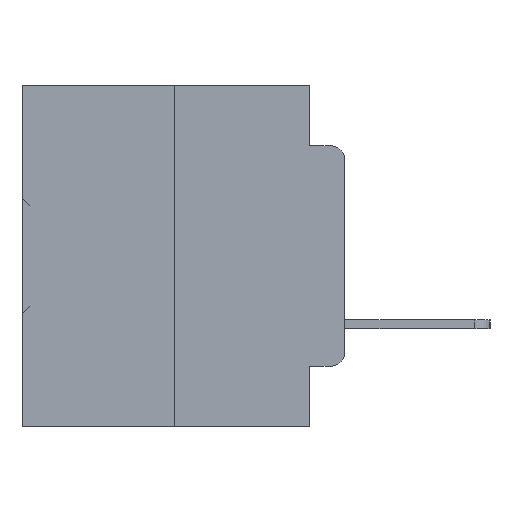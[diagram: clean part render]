
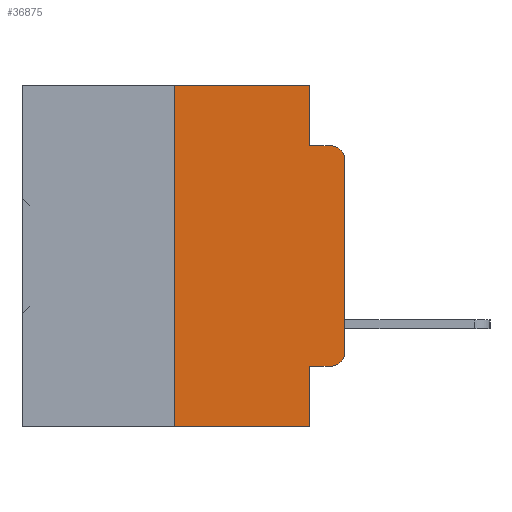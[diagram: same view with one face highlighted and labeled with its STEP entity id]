
A CAD part, left-side view. The second image highlights one B-rep face of the part: STEP entity #36875.
In plain terms, the highlighted planar face has unit normal (-1, 0, 0).
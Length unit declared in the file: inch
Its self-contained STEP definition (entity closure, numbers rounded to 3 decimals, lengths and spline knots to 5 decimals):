
#705 = EDGE_CURVE ( 'NONE', #11895, #8202, #7768, .T. ) ;
#1248 = VECTOR ( 'NONE', #6482, 39.37008 ) ;
#1526 = ORIENTED_EDGE ( 'NONE', *, *, #6494, .F. ) ;
#1559 = CARTESIAN_POINT ( 'NONE',  ( 0., 0.25, 0. ) ) ;
#2004 = ORIENTED_EDGE ( 'NONE', *, *, #33893, .T. ) ;
#2029 = CIRCLE ( 'NONE', #11164, 0.02 ) ;
#3442 = VERTEX_POINT ( 'NONE', #5011 ) ;
#3675 = CARTESIAN_POINT ( 'NONE',  ( 0., 0.473, 0. ) ) ;
#3774 = ORIENTED_EDGE ( 'NONE', *, *, #35770, .T. ) ;
#4165 = VERTEX_POINT ( 'NONE', #7684 ) ;
#5011 = CARTESIAN_POINT ( 'NONE',  ( 0., 0.25, -0.5 ) ) ;
#5230 = DIRECTION ( 'NONE',  ( 0., -1., 0. ) ) ;
#5428 = FACE_OUTER_BOUND ( 'NONE', #5709, .T. ) ;
#5709 = EDGE_LOOP ( 'NONE', ( #12313, #34084, #25599, #32295, #18539, #1526, #34050, #33164, #3774, #2004 ) ) ;
#6482 = DIRECTION ( 'NONE',  ( 0., -1., 0. ) ) ;
#6494 = EDGE_CURVE ( 'NONE', #3442, #11820, #36040, .T. ) ;
#6680 = LINE ( 'NONE', #12333, #20926 ) ;
#7684 = CARTESIAN_POINT ( 'NONE',  ( 0., 0.051, -0.0885 ) ) ;
#7768 = LINE ( 'NONE', #15421, #29504 ) ;
#8182 = EDGE_CURVE ( 'NONE', #3442, #8202, #24329, .T. ) ;
#8202 = VERTEX_POINT ( 'NONE', #33854 ) ;
#8447 = EDGE_CURVE ( 'NONE', #12197, #4165, #14556, .T. ) ;
#8643 = CARTESIAN_POINT ( 'NONE',  ( 0., 0.02, -0.1085 ) ) ;
#8934 = LINE ( 'NONE', #3675, #1248 ) ;
#8983 = CARTESIAN_POINT ( 'NONE',  ( 0., 0.473, 0. ) ) ;
#9108 = DIRECTION ( 'NONE',  ( 1., 0., 0. ) ) ;
#9284 = VECTOR ( 'NONE', #5230, 39.37008 ) ;
#9632 = VECTOR ( 'NONE', #34776, 39.37008 ) ;
#9805 = AXIS2_PLACEMENT_3D ( 'NONE', #8983, #9108, #28895 ) ;
#10351 = EDGE_CURVE ( 'NONE', #4165, #21339, #10524, .T. ) ;
#10524 = LINE ( 'NONE', #31921, #9632 ) ;
#11164 = AXIS2_PLACEMENT_3D ( 'NONE', #11759, #31614, #14579 ) ;
#11230 = CIRCLE ( 'NONE', #11420, 0.02 ) ;
#11310 = VERTEX_POINT ( 'NONE', #33484 ) ;
#11420 = AXIS2_PLACEMENT_3D ( 'NONE', #8643, #28451, #11494 ) ;
#11494 = DIRECTION ( 'NONE',  ( 0., 0., -1. ) ) ;
#11759 = CARTESIAN_POINT ( 'NONE',  ( 0., 0.02, -0.3915 ) ) ;
#11820 = VERTEX_POINT ( 'NONE', #1559 ) ;
#11895 = VERTEX_POINT ( 'NONE', #36020 ) ;
#12197 = VERTEX_POINT ( 'NONE', #15154 ) ;
#12313 = ORIENTED_EDGE ( 'NONE', *, *, #23597, .T. ) ;
#12333 = CARTESIAN_POINT ( 'NONE',  ( 0., 0., 0. ) ) ;
#12685 = VECTOR ( 'NONE', #22139, 39.37008 ) ;
#14556 = LINE ( 'NONE', #17949, #28745 ) ;
#14579 = DIRECTION ( 'NONE',  ( 0., 0., -1. ) ) ;
#15154 = CARTESIAN_POINT ( 'NONE',  ( 0., 0.051, 0. ) ) ;
#15178 = DIRECTION ( 'NONE',  ( 0., 0., 1. ) ) ;
#15421 = CARTESIAN_POINT ( 'NONE',  ( 0., 0.051, 0. ) ) ;
#16071 = DIRECTION ( 'NONE',  ( 0., 0., 1. ) ) ;
#17180 = CARTESIAN_POINT ( 'NONE',  ( 0., 0., -0.3915 ) ) ;
#17949 = CARTESIAN_POINT ( 'NONE',  ( 0., 0.051, 0. ) ) ;
#18539 = ORIENTED_EDGE ( 'NONE', *, *, #31479, .F. ) ;
#18759 = VERTEX_POINT ( 'NONE', #17180 ) ;
#19347 = CARTESIAN_POINT ( 'NONE',  ( 0., 0.051, -0.4115 ) ) ;
#20064 = VECTOR ( 'NONE', #16071, 39.37008 ) ;
#20377 = PLANE ( 'NONE',  #9805 ) ;
#20804 = DIRECTION ( 'NONE',  ( 0., 0., -1. ) ) ;
#20926 = VECTOR ( 'NONE', #15178, 39.37008 ) ;
#21339 = VERTEX_POINT ( 'NONE', #23740 ) ;
#21459 = CARTESIAN_POINT ( 'NONE',  ( 0., 0.02, -0.4115 ) ) ;
#21658 = CARTESIAN_POINT ( 'NONE',  ( 0., 0.25, 0. ) ) ;
#21735 = EDGE_CURVE ( 'NONE', #11310, #21339, #11230, .T. ) ;
#22139 = DIRECTION ( 'NONE',  ( 0., -1., 0. ) ) ;
#22513 = VERTEX_POINT ( 'NONE', #21459 ) ;
#23597 = EDGE_CURVE ( 'NONE', #18759, #11310, #6680, .T. ) ;
#23740 = CARTESIAN_POINT ( 'NONE',  ( 0., 0.02, -0.0885 ) ) ;
#24329 = LINE ( 'NONE', #25132, #9284 ) ;
#25132 = CARTESIAN_POINT ( 'NONE',  ( 0., 0.473, -0.5 ) ) ;
#25599 = ORIENTED_EDGE ( 'NONE', *, *, #10351, .F. ) ;
#28451 = DIRECTION ( 'NONE',  ( -1., 0., 0. ) ) ;
#28745 = VECTOR ( 'NONE', #20804, 39.37008 ) ;
#28895 = DIRECTION ( 'NONE',  ( 0., 0., -1. ) ) ;
#29427 = DIRECTION ( 'NONE',  ( 0., 0., -1. ) ) ;
#29504 = VECTOR ( 'NONE', #29427, 39.37008 ) ;
#31479 = EDGE_CURVE ( 'NONE', #11820, #12197, #8934, .T. ) ;
#31614 = DIRECTION ( 'NONE',  ( -1., 0., 0. ) ) ;
#31921 = CARTESIAN_POINT ( 'NONE',  ( 0., 0.051, -0.0885 ) ) ;
#32295 = ORIENTED_EDGE ( 'NONE', *, *, #8447, .F. ) ;
#33164 = ORIENTED_EDGE ( 'NONE', *, *, #705, .F. ) ;
#33484 = CARTESIAN_POINT ( 'NONE',  ( 0., 0., -0.1085 ) ) ;
#33854 = CARTESIAN_POINT ( 'NONE',  ( 0., 0.051, -0.5 ) ) ;
#33893 = EDGE_CURVE ( 'NONE', #22513, #18759, #2029, .T. ) ;
#34050 = ORIENTED_EDGE ( 'NONE', *, *, #8182, .T. ) ;
#34084 = ORIENTED_EDGE ( 'NONE', *, *, #21735, .T. ) ;
#34776 = DIRECTION ( 'NONE',  ( 0., -1., 0. ) ) ;
#35325 = LINE ( 'NONE', #19347, #12685 ) ;
#35770 = EDGE_CURVE ( 'NONE', #11895, #22513, #35325, .T. ) ;
#36020 = CARTESIAN_POINT ( 'NONE',  ( 0., 0.051, -0.4115 ) ) ;
#36040 = LINE ( 'NONE', #21658, #20064 ) ;
#36875 = ADVANCED_FACE ( 'NONE', ( #5428 ), #20377, .F. ) ;
